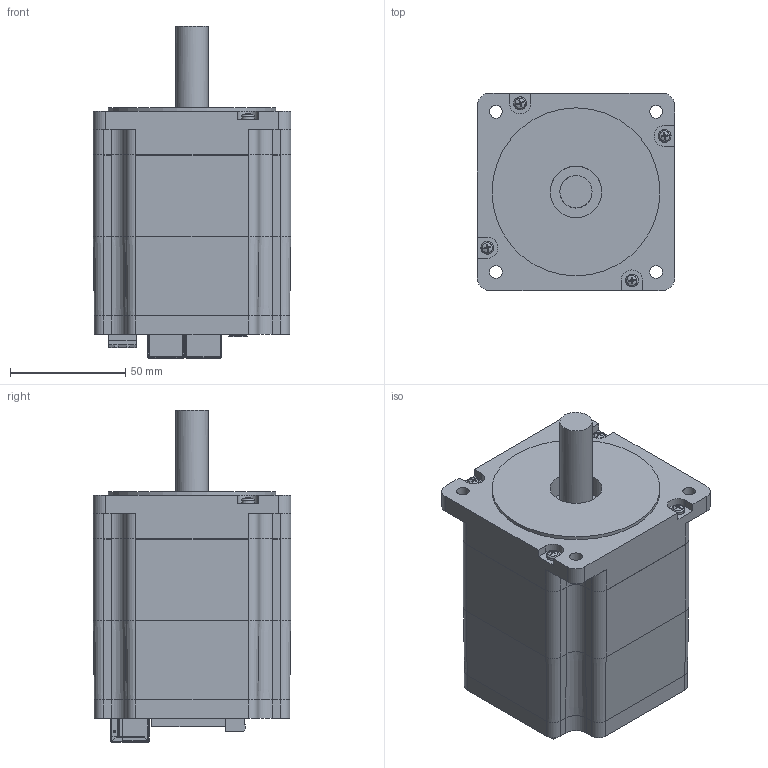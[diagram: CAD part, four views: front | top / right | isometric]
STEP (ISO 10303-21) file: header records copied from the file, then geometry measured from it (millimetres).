
FILE_DESCRIPTION((''),'2;1');
FILE_NAME('零件2.stp','2016-04-23T16:52:50',('Administrator'),(''),'Autodesk Inventor 2013','Autodesk Inventor 2013','');
FILE_SCHEMA(('AUTOMOTIVE_DESIGN { 1 0 10303 214 1 1 1 1 }'));
Length unit declared in the file: millimetre
Products named in the file (1): 零件2
Bounding box: 85.85 x 85.85 x 144.3 mm (x, y, z)
Surface area: 128429.9 mm2 (no closed solid volume)
Topology: 0 solids, 21 shells, 4740 faces, 13295 edges, 8557 vertices
Faces by surface type: plane 3351, cylinder 1014, cone 153, bspline 133, torus 72, sphere 17
Full cylindrical faces by diameter (mm): 0.457 x1, 0.6 x2, 0.9 x4, 1.2 x12, 1.6 x11, 2.013 x4, 2.459 x4, 2.675 x4, 2.729 x4, 2.8 x2, 3 x12, 3.17 x4, 3.2 x2, 3.3 x2, 3.4 x4, 4 x8, 5 x4, 5.5 x8, 6.05 x2, 6.15 x2, 13 x1, 14 x1, 22.5 x1, 25 x1, 32 x1, 51.86 x1, 73 x1, 79.5 x1
Entity records: 161077 total; most frequent: CARTESIAN_POINT 34194, ORIENTED_EDGE 26168, DIRECTION 24348, EDGE_CURVE 13084, VECTOR 9964, LINE 9964, VERTEX_POINT 8508, AXIS2_PLACEMENT_3D 7192
